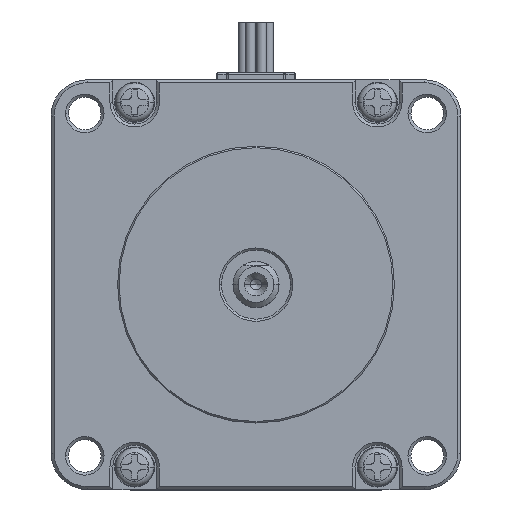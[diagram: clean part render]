
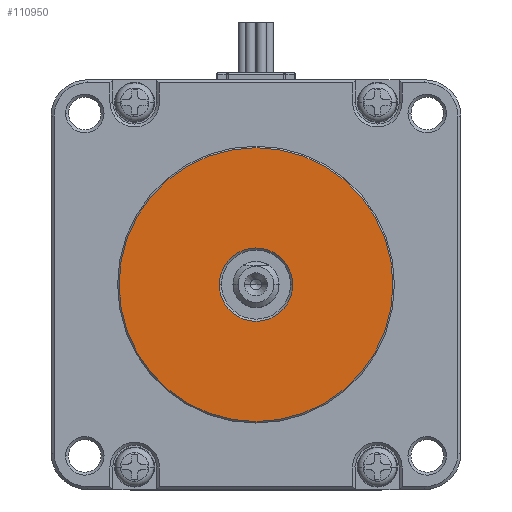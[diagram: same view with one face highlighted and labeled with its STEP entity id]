
A CAD part, top view. The second image highlights one B-rep face of the part: STEP entity #110950.
In plain terms, the highlighted planar face has unit normal (0, 0, 1).
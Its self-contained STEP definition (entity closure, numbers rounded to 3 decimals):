
#89790=CARTESIAN_POINT('',(-18.85,0.,1.6));
#89800=VERTEX_POINT('',#89790);
#89830=CARTESIAN_POINT('',(0.,0.,
1.6));
#89840=DIRECTION('',(-0.,-0.,1.));
#89850=DIRECTION('',(-1.,0.,-0.));
#89860=AXIS2_PLACEMENT_3D('',#89830,#89840,#89850);
#89870=CIRCLE('',#89860,18.85);
#89880=CARTESIAN_POINT('',(18.85,0.,1.6));
#89890=VERTEX_POINT('',#89880);
#89900=EDGE_CURVE('',#89800,#89890,#89870,.T.);
#110700=CARTESIAN_POINT('',(-19.076,-19.076,1.6));
#110710=DIRECTION('',(0.,0.,1.));
#110720=DIRECTION('',(1.,0.,-0.));
#110730=AXIS2_PLACEMENT_3D('',#110700,#110710,#110720);
#110740=PLANE('',#110730);
#110750=EDGE_CURVE('',#89890,#89800,#89870,.T.);
#110760=ORIENTED_EDGE('',*,*,#110750,.T.);
#110770=ORIENTED_EDGE('',*,*,#89900,.T.);
#110780=EDGE_LOOP('',(#110770,#110760));
#110790=FACE_OUTER_BOUND('',#110780,.T.);
#110800=CARTESIAN_POINT('',(0.,0.,1.6
));
#110810=DIRECTION('',(-0.,-0.,-1.));
#110820=DIRECTION('',(1.,0.,0.));
#110830=AXIS2_PLACEMENT_3D('',#110800,#110810,#110820);
#110840=CIRCLE('',#110830,5.05);
#110850=CARTESIAN_POINT('',(5.05,0.,
1.6));
#110860=VERTEX_POINT('',#110850);
#110870=CARTESIAN_POINT('',(-5.05,0.,1.6)
);
#110880=VERTEX_POINT('',#110870);
#110890=EDGE_CURVE('',#110860,#110880,#110840,.T.);
#110900=ORIENTED_EDGE('',*,*,#110890,.T.);
#110910=EDGE_CURVE('',#110880,#110860,#110840,.T.);
#110920=ORIENTED_EDGE('',*,*,#110910,.T.);
#110930=EDGE_LOOP('',(#110920,#110900));
#110940=FACE_BOUND('',#110930,.T.);
#110950=ADVANCED_FACE('',(#110790,#110940),#110740,.T.);
